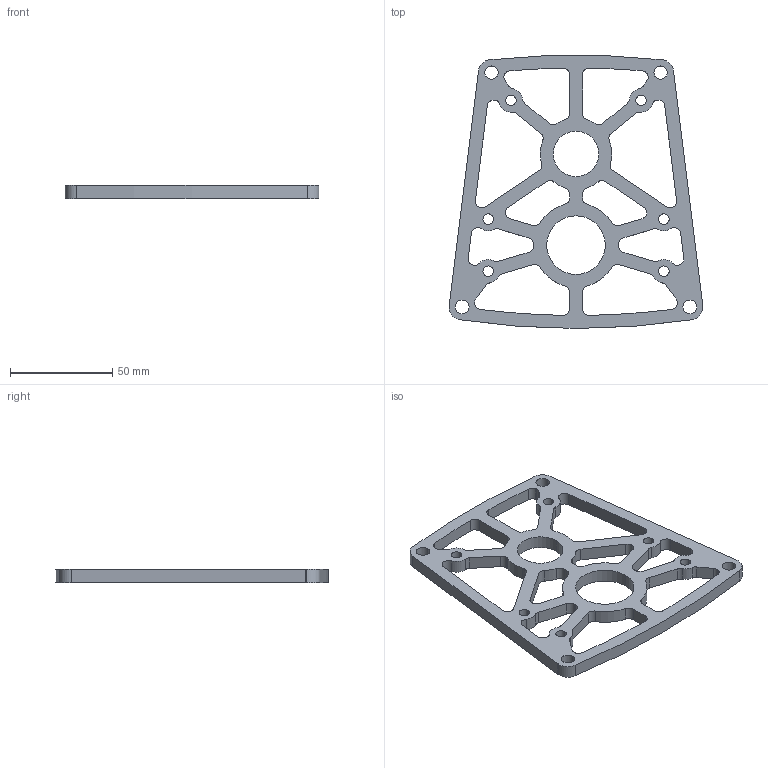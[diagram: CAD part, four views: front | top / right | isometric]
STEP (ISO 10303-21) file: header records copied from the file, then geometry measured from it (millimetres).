
FILE_DESCRIPTION (( 'STEP AP214' ), '1' );
FILE_NAME ('am-3528 Evo Shifter 2 Stage Output Plate.STEP', '2017-01-06T20:28:50', ( '' ), ( '' ), 'SwSTEP 2.0', 'SolidWorks 2014', '' );
FILE_SCHEMA (( 'AUTOMOTIVE_DESIGN' ));
Length unit declared in the file: inch
Products named in the file (1): am-3528 Evo Shifter 2 Stage Output Plate
Bounding box: 123.82 x 133.17 x 6.35 mm (x, y, z)
Volume: 40972 mm3; surface area: 24637.9 mm2
Topology: 1 solids, 1 shells, 164 faces, 486 edges, 324 vertices
Faces by surface type: cylinder 130, plane 34
Entity records: 5758 total; most frequent: DIRECTION 1076, CARTESIAN_POINT 975, ORIENTED_EDGE 972, EDGE_CURVE 486, AXIS2_PLACEMENT_3D 425, VERTEX_POINT 324, CIRCLE 260, LINE 226
